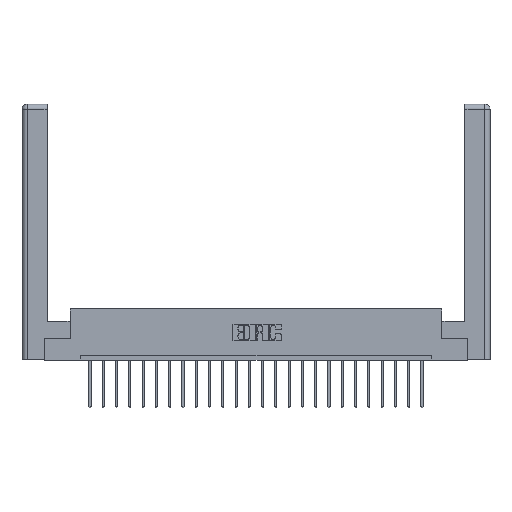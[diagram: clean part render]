
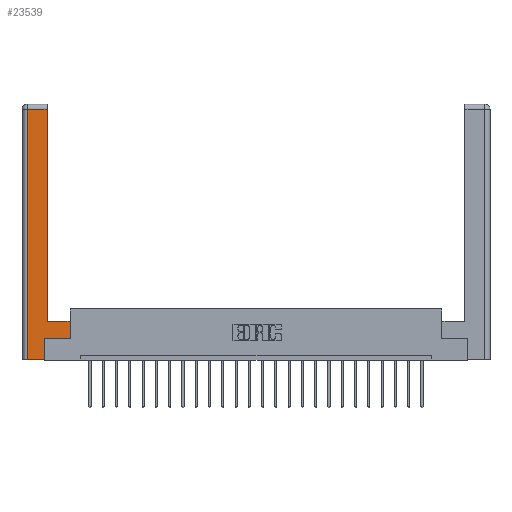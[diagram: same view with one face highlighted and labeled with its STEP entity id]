
A CAD part, top view. The second image highlights one B-rep face of the part: STEP entity #23539.
In plain terms, the highlighted planar face has unit normal (0, 0, 1).
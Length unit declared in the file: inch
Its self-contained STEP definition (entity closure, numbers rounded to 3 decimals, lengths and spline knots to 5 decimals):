
#63 = DIRECTION ( 'NONE',  ( -1., 0., 0. ) ) ;
#828 = VECTOR ( 'NONE', #4613, 39.37008 ) ;
#1140 = EDGE_CURVE ( 'NONE', #17858, #15384, #23297, .T. ) ;
#1197 = VECTOR ( 'NONE', #11896, 39.37008 ) ;
#1409 = CARTESIAN_POINT ( 'NONE',  ( 0.265, 0.245, 0. ) ) ;
#1426 = VECTOR ( 'NONE', #63, 39.37008 ) ;
#1696 = CARTESIAN_POINT ( 'NONE',  ( 0.265, 0., 0. ) ) ;
#2327 = CARTESIAN_POINT ( 'NONE',  ( 0.265, 0.245, 0. ) ) ;
#2707 = VECTOR ( 'NONE', #14779, 39.37008 ) ;
#3049 = VECTOR ( 'NONE', #17979, 39.37008 ) ;
#3136 = EDGE_CURVE ( 'NONE', #9175, #4486, #20317, .T. ) ;
#3379 = ORIENTED_EDGE ( 'NONE', *, *, #1140, .T. ) ;
#3693 = PLANE ( 'NONE',  #17309 ) ;
#4486 = VERTEX_POINT ( 'NONE', #22842 ) ;
#4487 = ORIENTED_EDGE ( 'NONE', *, *, #12206, .T. ) ;
#4613 = DIRECTION ( 'NONE',  ( 1., 0., 0. ) ) ;
#4825 = ORIENTED_EDGE ( 'NONE', *, *, #15975, .T. ) ;
#5003 = CARTESIAN_POINT ( 'NONE',  ( 0.0615, 0., 0. ) ) ;
#5113 = VERTEX_POINT ( 'NONE', #5930 ) ;
#5319 = DIRECTION ( 'NONE',  ( 0., 1., 0. ) ) ;
#5930 = CARTESIAN_POINT ( 'NONE',  ( 0.295, 2.94, 0. ) ) ;
#6719 = EDGE_CURVE ( 'NONE', #10195, #9720, #9538, .T. ) ;
#6785 = LINE ( 'NONE', #18021, #19842 ) ;
#6787 = DIRECTION ( 'NONE',  ( 0., 1., 0. ) ) ;
#7571 = LINE ( 'NONE', #1409, #13418 ) ;
#7906 = ORIENTED_EDGE ( 'NONE', *, *, #11207, .T. ) ;
#9043 = DIRECTION ( 'NONE',  ( 0., 0., -1. ) ) ;
#9175 = VERTEX_POINT ( 'NONE', #22271 ) ;
#9266 = LINE ( 'NONE', #16999, #20576 ) ;
#9538 = LINE ( 'NONE', #17452, #828 ) ;
#9720 = VERTEX_POINT ( 'NONE', #14616 ) ;
#10195 = VERTEX_POINT ( 'NONE', #2327 ) ;
#11015 = CARTESIAN_POINT ( 'NONE',  ( 0., 0., 0. ) ) ;
#11207 = EDGE_CURVE ( 'NONE', #23718, #17858, #12855, .T. ) ;
#11538 = ORIENTED_EDGE ( 'NONE', *, *, #6719, .T. ) ;
#11896 = DIRECTION ( 'NONE',  ( 0., -1., 0. ) ) ;
#12135 = ORIENTED_EDGE ( 'NONE', *, *, #15103, .T. ) ;
#12206 = EDGE_CURVE ( 'NONE', #15384, #10195, #7571, .T. ) ;
#12468 = CARTESIAN_POINT ( 'NONE',  ( 0.295, 3., 0. ) ) ;
#12855 = LINE ( 'NONE', #21189, #1197 ) ;
#12993 = EDGE_CURVE ( 'NONE', #5113, #23718, #9266, .T. ) ;
#13418 = VECTOR ( 'NONE', #6787, 39.37008 ) ;
#14276 = DIRECTION ( 'NONE',  ( -1., 0., 0. ) ) ;
#14616 = CARTESIAN_POINT ( 'NONE',  ( 0.565, 0.245, 0. ) ) ;
#14744 = CARTESIAN_POINT ( 'NONE',  ( 0.295, 0.45, 0. ) ) ;
#14779 = DIRECTION ( 'NONE',  ( 1., 0., 0. ) ) ;
#15083 = FACE_OUTER_BOUND ( 'NONE', #16470, .T. ) ;
#15103 = EDGE_CURVE ( 'NONE', #4486, #5113, #18736, .T. ) ;
#15384 = VERTEX_POINT ( 'NONE', #1696 ) ;
#15479 = DIRECTION ( 'NONE',  ( -1., 0., 0. ) ) ;
#15975 = EDGE_CURVE ( 'NONE', #9720, #9175, #6785, .T. ) ;
#16470 = EDGE_LOOP ( 'NONE', ( #12135, #22000, #7906, #3379, #4487, #11538, #4825, #19093 ) ) ;
#16999 = CARTESIAN_POINT ( 'NONE',  ( 0.0615, 2.94, 0. ) ) ;
#17309 = AXIS2_PLACEMENT_3D ( 'NONE', #11015, #9043, #14276 ) ;
#17452 = CARTESIAN_POINT ( 'NONE',  ( 0.565, 0.245, 0. ) ) ;
#17858 = VERTEX_POINT ( 'NONE', #5003 ) ;
#17979 = DIRECTION ( 'NONE',  ( 0., 1., 0. ) ) ;
#18021 = CARTESIAN_POINT ( 'NONE',  ( 0.565, 0.45, 0. ) ) ;
#18736 = LINE ( 'NONE', #12468, #3049 ) ;
#19093 = ORIENTED_EDGE ( 'NONE', *, *, #3136, .T. ) ;
#19842 = VECTOR ( 'NONE', #5319, 39.37008 ) ;
#20317 = LINE ( 'NONE', #14744, #1426 ) ;
#20349 = CARTESIAN_POINT ( 'NONE',  ( 0.265, 0., 0. ) ) ;
#20576 = VECTOR ( 'NONE', #15479, 39.37008 ) ;
#21189 = CARTESIAN_POINT ( 'NONE',  ( 0.0615, 0., 0. ) ) ;
#22000 = ORIENTED_EDGE ( 'NONE', *, *, #12993, .T. ) ;
#22271 = CARTESIAN_POINT ( 'NONE',  ( 0.565, 0.45, 0. ) ) ;
#22623 = CARTESIAN_POINT ( 'NONE',  ( 0.0615, 2.94, 0. ) ) ;
#22842 = CARTESIAN_POINT ( 'NONE',  ( 0.295, 0.45, 0. ) ) ;
#23297 = LINE ( 'NONE', #20349, #2707 ) ;
#23539 = ADVANCED_FACE ( 'NONE', ( #15083 ), #3693, .F. ) ;
#23718 = VERTEX_POINT ( 'NONE', #22623 ) ;
